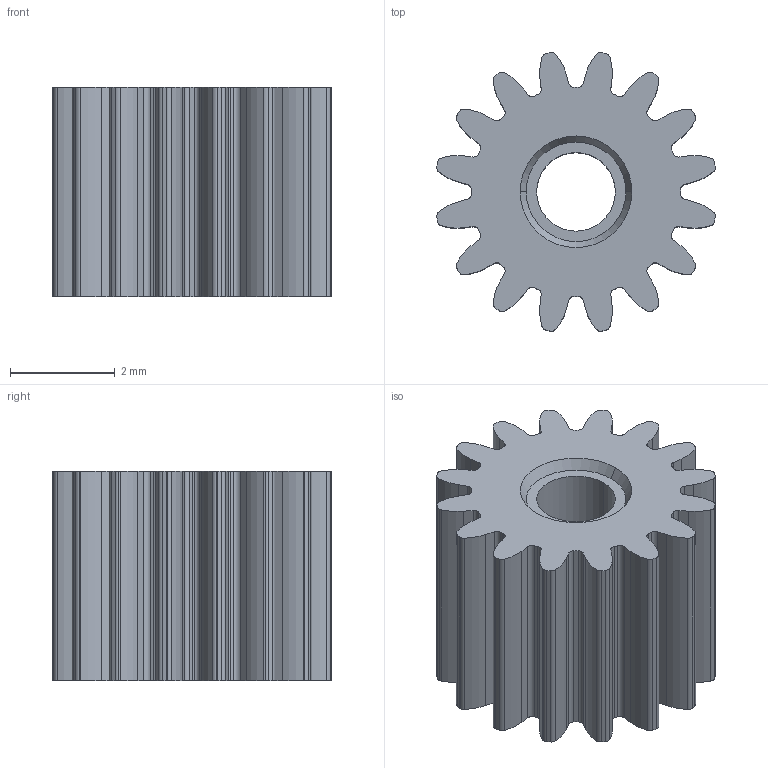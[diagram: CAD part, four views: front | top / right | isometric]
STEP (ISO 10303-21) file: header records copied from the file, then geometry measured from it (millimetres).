
FILE_DESCRIPTION (( 'STEP AP203' ), '1' );
FILE_NAME ('Gear00305.step', '2018-04-19T05:20:13', ( '' ), ( '' ), 'SwSTEP 2.0', 'SolidWorks 2012', '' );
FILE_SCHEMA (( 'CONFIG_CONTROL_DESIGN' ));
Length unit declared in the file: millimetre
Products named in the file (1): Gear00305
Bounding box: 5.32 x 5.32 x 4 mm (x, y, z)
Volume: 62.6 mm3; surface area: 170 mm2
Topology: 1 solids, 1 shells, 187 faces, 547 edges, 364 vertices
Faces by surface type: cylinder 115, plane 36, bspline 32, cone 4
Entity records: 6702 total; most frequent: CARTESIAN_POINT 1643, ORIENTED_EDGE 1094, DIRECTION 1031, EDGE_CURVE 547, AXIS2_PLACEMENT_3D 392, VERTEX_POINT 364, VECTOR 247, LINE 247
